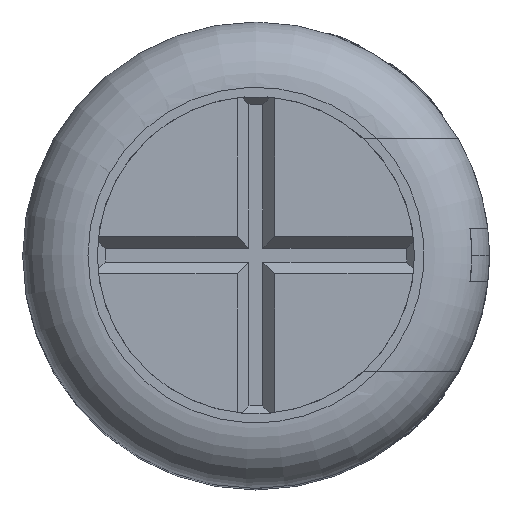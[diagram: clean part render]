
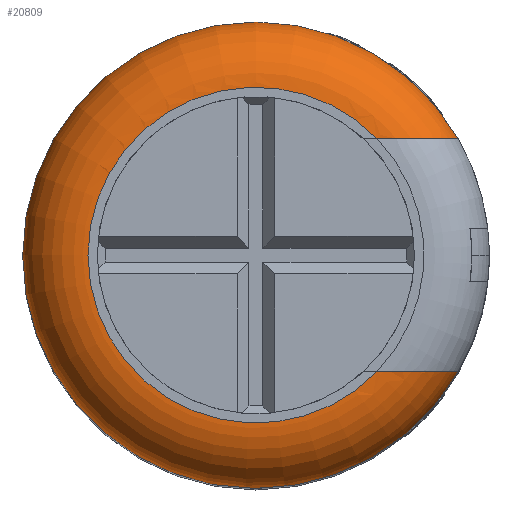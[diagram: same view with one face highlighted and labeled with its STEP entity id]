
A CAD part, top view. The second image highlights one B-rep face of the part: STEP entity #20809.
In plain terms, the highlighted toroidal (fillet/blend) face has major radius 1.8 mm and minor radius 0.7 mm.
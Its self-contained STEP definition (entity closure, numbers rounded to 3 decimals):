
#812 = CARTESIAN_POINT ( 'NONE',  ( 1.295, 1.25, 11. ) ) ;
#1603 = CARTESIAN_POINT ( 'NONE',  ( 0., 0., 11. ) ) ;
#1921 = CARTESIAN_POINT ( 'NONE',  ( 1.706, -1.25, 10.931 ) ) ;
#2447 = CARTESIAN_POINT ( 'NONE',  ( 2.165, 1.25, 10.3 ) ) ;
#2773 = ORIENTED_EDGE ( 'NONE', *, *, #4127, .T. ) ;
#2859 = CARTESIAN_POINT ( 'NONE',  ( 1.502, 1.25, 11. ) ) ;
#3000 = CARTESIAN_POINT ( 'NONE',  ( 1.295, 1.25, 11. ) ) ;
#3629 = DIRECTION ( 'NONE',  ( 1., 0., 0. ) ) ;
#3690 = CARTESIAN_POINT ( 'NONE',  ( 2.165, -1.25, 10.3 ) ) ;
#3785 = CARTESIAN_POINT ( 'NONE',  ( 0., 0., 10.3 ) ) ;
#4085 = CARTESIAN_POINT ( 'NONE',  ( 2.138, -1.25, 10.506 ) ) ;
#4127 = EDGE_CURVE ( 'NONE', #18565, #16415, #5733, .T. ) ;
#4164 = TOROIDAL_SURFACE ( 'NONE', #8478, 1.8, 0.7 ) ;
#4476 = CARTESIAN_POINT ( 'NONE',  ( 1.4, -1.25, 11. ) ) ;
#5534 = DIRECTION ( 'NONE',  ( 1., 0., 0. ) ) ;
#5733 = B_SPLINE_CURVE_WITH_KNOTS ( 'NONE', 3,
 ( #3690, #16084, #4085, #12537, #20575, #22985, #1921, #14432, #4476, #8534 ),
 .UNSPECIFIED., .F., .F.,
 ( 4, 2, 2, 2, 4 ),
 ( 0.01, 0.01, 0.01, 0.01, 0.011 ),
 .UNSPECIFIED. ) ;
#5972 = EDGE_CURVE ( 'NONE', #17023, #6766, #7819, .T. ) ;
#6422 = EDGE_CURVE ( 'NONE', #20956, #6766, #22925, .T. ) ;
#6686 = CARTESIAN_POINT ( 'NONE',  ( 2.165, -1.25, 10.3 ) ) ;
#6766 = VERTEX_POINT ( 'NONE', #24036 ) ;
#7536 = DIRECTION ( 'NONE',  ( 0., 0., 1. ) ) ;
#7819 = CIRCLE ( 'NONE', #10395, 2.5 ) ;
#8478 = AXIS2_PLACEMENT_3D ( 'NONE', #22734, #16643, #23141 ) ;
#8534 = CARTESIAN_POINT ( 'NONE',  ( 1.295, -1.25, 11. ) ) ;
#8641 = CARTESIAN_POINT ( 'NONE',  ( 2.038, 1.25, 10.689 ) ) ;
#9580 = DIRECTION ( 'NONE',  ( 1., 0., 0. ) ) ;
#9903 = EDGE_CURVE ( 'NONE', #20956, #16415, #17036, .T. ) ;
#10132 = ORIENTED_EDGE ( 'NONE', *, *, #5972, .F. ) ;
#10395 = AXIS2_PLACEMENT_3D ( 'NONE', #16315, #14243, #3629 ) ;
#10930 = CARTESIAN_POINT ( 'NONE',  ( 1.967, 1.25, 10.767 ) ) ;
#10978 = AXIS2_PLACEMENT_3D ( 'NONE', #3785, #19840, #9580 ) ;
#11862 = ORIENTED_EDGE ( 'NONE', *, *, #6422, .T. ) ;
#12537 = CARTESIAN_POINT ( 'NONE',  ( 2.04, -1.25, 10.686 ) ) ;
#12659 = CARTESIAN_POINT ( 'NONE',  ( 2.138, 1.25, 10.507 ) ) ;
#13060 = CARTESIAN_POINT ( 'NONE',  ( 1.295, -1.25, 11. ) ) ;
#13064 = CARTESIAN_POINT ( 'NONE',  ( 2.165, 1.25, 10.404 ) ) ;
#13656 = FACE_OUTER_BOUND ( 'NONE', #24668, .T. ) ;
#14243 = DIRECTION ( 'NONE',  ( 0., 0., -1. ) ) ;
#14432 = CARTESIAN_POINT ( 'NONE',  ( 1.505, -1.25, 10.988 ) ) ;
#14899 = EDGE_CURVE ( 'NONE', #18565, #17023, #15278, .T. ) ;
#15278 = CIRCLE ( 'NONE', #10978, 2.5 ) ;
#16084 = CARTESIAN_POINT ( 'NONE',  ( 2.165, -1.25, 10.404 ) ) ;
#16315 = CARTESIAN_POINT ( 'NONE',  ( 0., 0., 10.3 ) ) ;
#16415 = VERTEX_POINT ( 'NONE', #13060 ) ;
#16643 = DIRECTION ( 'NONE',  ( 0., 0., 1. ) ) ;
#17023 = VERTEX_POINT ( 'NONE', #20797 ) ;
#17036 = CIRCLE ( 'NONE', #22654, 1.8 ) ;
#18565 = VERTEX_POINT ( 'NONE', #6686 ) ;
#19840 = DIRECTION ( 'NONE',  ( 0., 0., -1. ) ) ;
#20575 = CARTESIAN_POINT ( 'NONE',  ( 1.969, -1.25, 10.765 ) ) ;
#20797 = CARTESIAN_POINT ( 'NONE',  ( -2.5, 0., 10.3 ) ) ;
#20809 = ADVANCED_FACE ( 'NONE', ( #13656 ), #4164, .T. ) ;
#20956 = VERTEX_POINT ( 'NONE', #812 ) ;
#22316 = ORIENTED_EDGE ( 'NONE', *, *, #9903, .F. ) ;
#22654 = AXIS2_PLACEMENT_3D ( 'NONE', #1603, #7536, #5534 ) ;
#22734 = CARTESIAN_POINT ( 'NONE',  ( 0., 0., 10.3 ) ) ;
#22925 = B_SPLINE_CURVE_WITH_KNOTS ( 'NONE', 3,
 ( #3000, #2859, #25417, #10930, #8641, #12659, #13064, #2447 ),
 .UNSPECIFIED., .F., .F.,
 ( 4, 2, 2, 4 ),
 ( 0.01, 0.01, 0.011, 0.011 ),
 .UNSPECIFIED. ) ;
#22985 = CARTESIAN_POINT ( 'NONE',  ( 1.802, -1.25, 10.887 ) ) ;
#23141 = DIRECTION ( 'NONE',  ( 1., 0., 0. ) ) ;
#24036 = CARTESIAN_POINT ( 'NONE',  ( 2.165, 1.25, 10.3 ) ) ;
#24257 = ORIENTED_EDGE ( 'NONE', *, *, #14899, .F. ) ;
#24668 = EDGE_LOOP ( 'NONE', ( #24257, #2773, #22316, #11862, #10132 ) ) ;
#25417 = CARTESIAN_POINT ( 'NONE',  ( 1.716, 1.25, 10.949 ) ) ;
